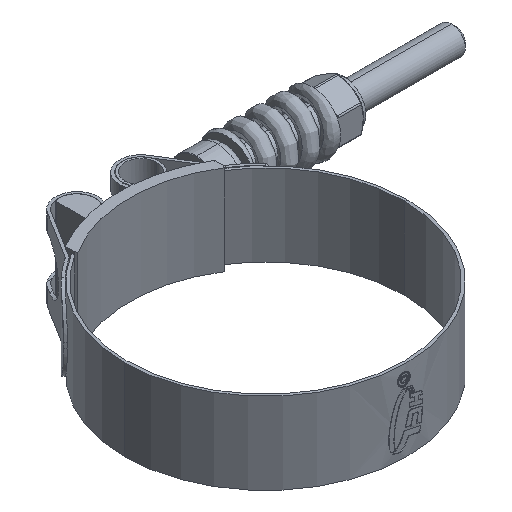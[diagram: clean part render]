
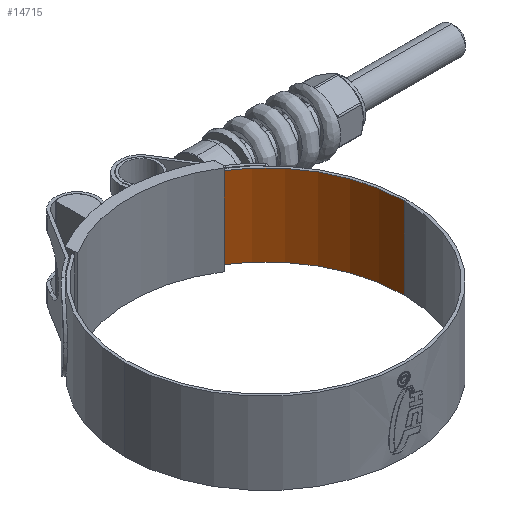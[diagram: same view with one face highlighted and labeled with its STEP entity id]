
A CAD part, isometric view. The second image highlights one B-rep face of the part: STEP entity #14715.
In plain terms, the highlighted cylindrical face has radius 32.5 mm (diameter 65 mm), a partial arc.
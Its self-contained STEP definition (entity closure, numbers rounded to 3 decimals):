
#798 = DIRECTION ( 'NONE',  ( 0., 0., -1. ) ) ;
#801 = EDGE_CURVE ( 'NONE', #13708, #16586, #15994, .T. ) ;
#1013 = ORIENTED_EDGE ( 'NONE', *, *, #9128, .F. ) ;
#1145 = AXIS2_PLACEMENT_3D ( 'NONE', #2623, #7515, #9384 ) ;
#1286 = VERTEX_POINT ( 'NONE', #16289 ) ;
#1819 = DIRECTION ( 'NONE',  ( -1., 0., 0. ) ) ;
#1836 = CARTESIAN_POINT ( 'NONE',  ( 32.5, 0., 9.55 ) ) ;
#2623 = CARTESIAN_POINT ( 'NONE',  ( 0., 0., -9.55 ) ) ;
#3281 = DIRECTION ( 'NONE',  ( 0., 0., -1. ) ) ;
#4302 = EDGE_LOOP ( 'NONE', ( #9923, #1013, #9225, #16810 ) ) ;
#4436 = CIRCLE ( 'NONE', #1145, 32.5 ) ;
#4634 = DIRECTION ( 'NONE',  ( 0., 0., -1. ) ) ;
#5948 = DIRECTION ( 'NONE',  ( 0., 0., -1. ) ) ;
#7306 = DIRECTION ( 'NONE',  ( -1., 0., 0. ) ) ;
#7406 = CIRCLE ( 'NONE', #16421, 32.5 ) ;
#7515 = DIRECTION ( 'NONE',  ( 0., 0., -1. ) ) ;
#7856 = CARTESIAN_POINT ( 'NONE',  ( 32.5, 0., 9.55 ) ) ;
#8873 = CARTESIAN_POINT ( 'NONE',  ( 6.5, 31.843, 9.55 ) ) ;
#9128 = EDGE_CURVE ( 'NONE', #9403, #13708, #7406, .T. ) ;
#9225 = ORIENTED_EDGE ( 'NONE', *, *, #14687, .T. ) ;
#9384 = DIRECTION ( 'NONE',  ( -1., 0., 0. ) ) ;
#9403 = VERTEX_POINT ( 'NONE', #8873 ) ;
#9923 = ORIENTED_EDGE ( 'NONE', *, *, #801, .F. ) ;
#10766 = CARTESIAN_POINT ( 'NONE',  ( 32.5, 0., -9.55 ) ) ;
#12329 = VECTOR ( 'NONE', #5948, 1000. ) ;
#12382 = AXIS2_PLACEMENT_3D ( 'NONE', #13710, #3281, #1819 ) ;
#12536 = CARTESIAN_POINT ( 'NONE',  ( 6.5, 31.843, 9.55 ) ) ;
#12698 = CARTESIAN_POINT ( 'NONE',  ( 0., 0., 9.55 ) ) ;
#13708 = VERTEX_POINT ( 'NONE', #7856 ) ;
#13710 = CARTESIAN_POINT ( 'NONE',  ( 0., 0., 9.55 ) ) ;
#14010 = VECTOR ( 'NONE', #798, 1000. ) ;
#14606 = EDGE_CURVE ( 'NONE', #1286, #16586, #4436, .T. ) ;
#14687 = EDGE_CURVE ( 'NONE', #9403, #1286, #14842, .T. ) ;
#14715 = ADVANCED_FACE ( 'NONE', ( #15174 ), #14999, .F. ) ;
#14842 = LINE ( 'NONE', #12536, #14010 ) ;
#14999 = CYLINDRICAL_SURFACE ( 'NONE', #12382, 32.5 ) ;
#15174 = FACE_OUTER_BOUND ( 'NONE', #4302, .T. ) ;
#15994 = LINE ( 'NONE', #1836, #12329 ) ;
#16289 = CARTESIAN_POINT ( 'NONE',  ( 6.5, 31.843, -9.55 ) ) ;
#16421 = AXIS2_PLACEMENT_3D ( 'NONE', #12698, #4634, #7306 ) ;
#16586 = VERTEX_POINT ( 'NONE', #10766 ) ;
#16810 = ORIENTED_EDGE ( 'NONE', *, *, #14606, .T. ) ;
